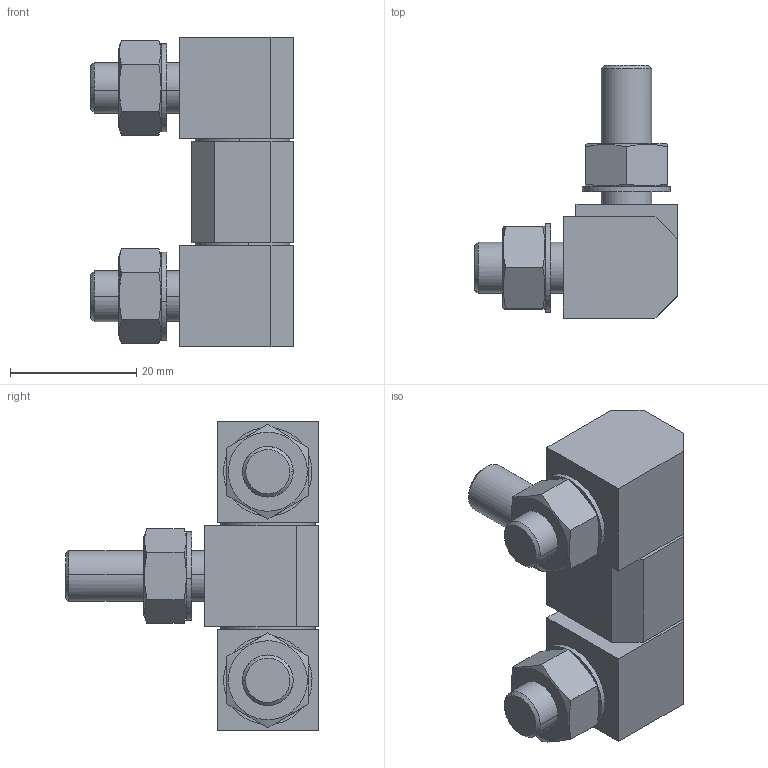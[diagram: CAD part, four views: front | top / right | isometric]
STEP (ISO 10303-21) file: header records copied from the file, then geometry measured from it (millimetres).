
FILE_DESCRIPTION((''),'2;1');
FILE_NAME('','2006-10-27T18:09:44',(''),(''),'','CADfix','');
FILE_SCHEMA(('AUTOMOTIVE_DESIGN'));
Length unit declared in the file: millimetre
Products named in the file (7): washer_B; nut; hinge pieces_A; washer_A; shaft; hinge pieces_B; TEH_1039_U12_4392_36
Assembly tree (12 placements, depth 2):
  TEH_1039_U12_4392_36
    washer_B  x3
    nut  x3
    hinge pieces_A  x2
    washer_A  x2
    shaft
    hinge pieces_B
Bounding box: 32 x 40 x 49 mm (x, y, z)
Volume: 17901.7 mm3; surface area: 11229.2 mm2
Topology: 12 solids, 12 shells, 123 faces, 380 edges, 286 vertices
Faces by surface type: bspline 123
Entity records: 2635 total; most frequent: CARTESIAN_POINT 1359, ORIENTED_EDGE 372, EDGE_CURVE 186, VERTEX_POINT 140, EDGE_LOOP 72, QUASI_UNIFORM_CURVE 70, DIRECTION 62, FACE_OUTER_BOUND 61
